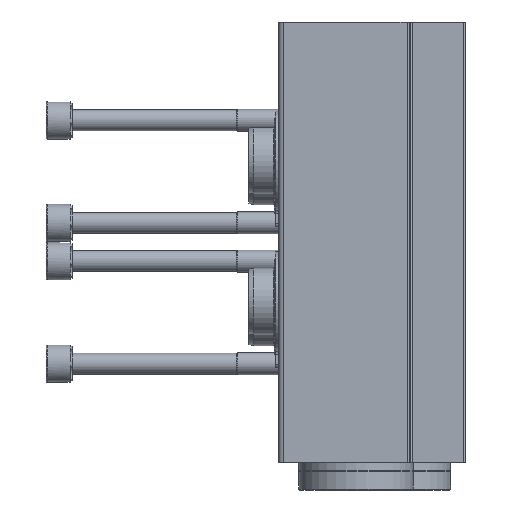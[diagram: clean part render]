
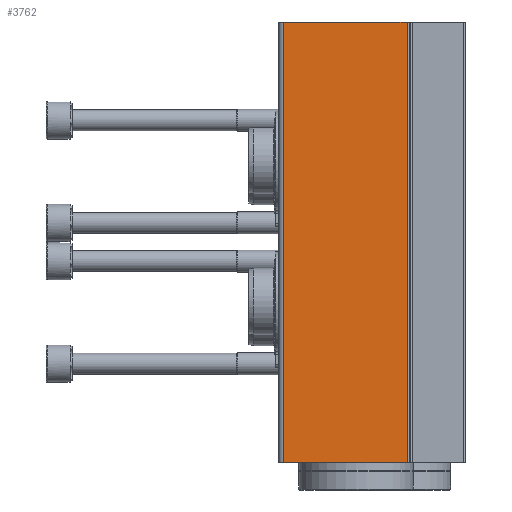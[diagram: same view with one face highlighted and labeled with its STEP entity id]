
A CAD part, left-side view. The second image highlights one B-rep face of the part: STEP entity #3762.
In plain terms, the highlighted planar face has unit normal (-1, 0, 0).
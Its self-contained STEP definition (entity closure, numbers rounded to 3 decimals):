
#111=PLANE('',#4060);
#222=LINE('',#5866,#496);
#223=LINE('',#5868,#497);
#224=LINE('',#5870,#498);
#225=LINE('',#5872,#499);
#496=VECTOR('',#4550,1000.);
#497=VECTOR('',#4553,1000.);
#498=VECTOR('',#4554,1000.);
#499=VECTOR('',#4555,1000.);
#1008=ORIENTED_EDGE('',*,*,#2042,.F.);
#1009=ORIENTED_EDGE('',*,*,#2041,.F.);
#1010=ORIENTED_EDGE('',*,*,#2043,.T.);
#1011=ORIENTED_EDGE('',*,*,#2044,.T.);
#2041=EDGE_CURVE('',#2558,#2556,#222,.T.);
#2042=EDGE_CURVE('',#2556,#2559,#223,.T.);
#2043=EDGE_CURVE('',#2558,#2560,#224,.T.);
#2044=EDGE_CURVE('',#2560,#2559,#225,.T.);
#2556=VERTEX_POINT('',#5861);
#2558=VERTEX_POINT('',#5865);
#2559=VERTEX_POINT('',#5869);
#2560=VERTEX_POINT('',#5871);
#2953=EDGE_LOOP('',(#1008,#1009,#1010,#1011));
#3313=FACE_BOUND('',#2953,.T.);
#3762=ADVANCED_FACE('',(#3313),#111,.T.);
#4060=AXIS2_PLACEMENT_3D('',#5867,#4551,#4552);
#4550=DIRECTION('',(0.,0.,1.));
#4551=DIRECTION('',(-1.,0.,0.));
#4552=DIRECTION('',(0.,0.,1.));
#4553=DIRECTION('',(0.,-1.,0.));
#4554=DIRECTION('',(0.,-1.,0.));
#4555=DIRECTION('',(0.,0.,1.));
#5861=CARTESIAN_POINT('',(-47.,41.5,0.));
#5865=CARTESIAN_POINT('',(-47.,41.5,-100.));
#5866=CARTESIAN_POINT('',(-47.,41.5,-100.));
#5867=CARTESIAN_POINT('',(-47.,41.5,-100.));
#5868=CARTESIAN_POINT('',(-47.,41.5,0.));
#5869=CARTESIAN_POINT('',(-47.,13.377,0.));
#5870=CARTESIAN_POINT('',(-47.,41.5,-100.));
#5871=CARTESIAN_POINT('',(-47.,13.377,-100.));
#5872=CARTESIAN_POINT('',(-47.,13.377,-100.));
